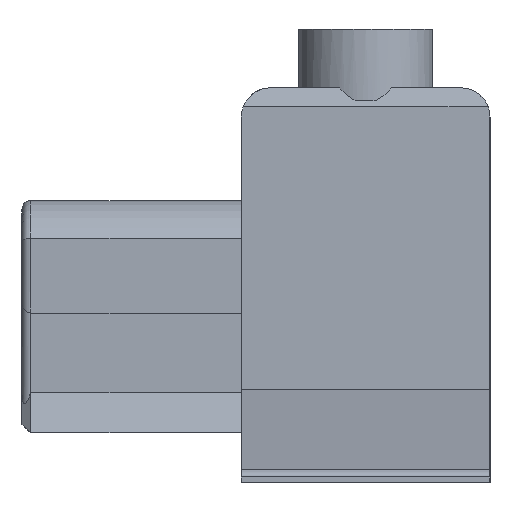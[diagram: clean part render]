
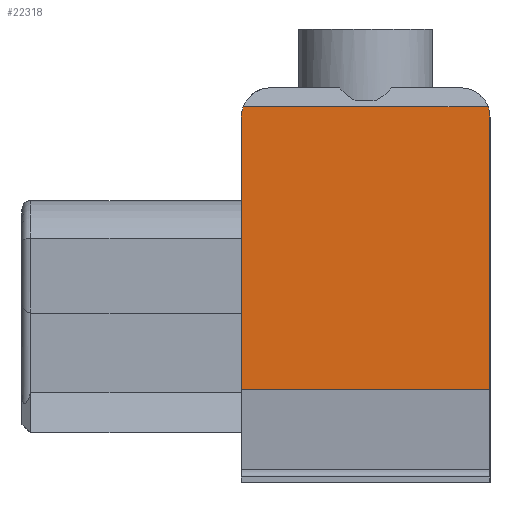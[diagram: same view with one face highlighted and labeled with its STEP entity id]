
A CAD part, left-side view. The second image highlights one B-rep face of the part: STEP entity #22318.
In plain terms, the highlighted planar face has unit normal (-1, 0, 0).
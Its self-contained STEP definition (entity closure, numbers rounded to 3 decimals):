
#730=CIRCLE('',#23490,1.);
#731=CIRCLE('',#23491,1.);
#2179=ORIENTED_EDGE('',*,*,#5851,.F.);
#2180=ORIENTED_EDGE('',*,*,#6908,.T.);
#2181=ORIENTED_EDGE('',*,*,#6021,.T.);
#2182=ORIENTED_EDGE('',*,*,#6909,.T.);
#2183=ORIENTED_EDGE('',*,*,#6910,.F.);
#2184=ORIENTED_EDGE('',*,*,#6911,.T.);
#5851=EDGE_CURVE('',#8262,#8263,#9802,.T.);
#6021=EDGE_CURVE('',#8433,#8432,#9946,.T.);
#6908=EDGE_CURVE('',#8262,#8433,#10610,.T.);
#6909=EDGE_CURVE('',#8432,#9224,#730,.T.);
#6910=EDGE_CURVE('',#9225,#9224,#10611,.T.);
#6911=EDGE_CURVE('',#9225,#8263,#731,.T.);
#8262=VERTEX_POINT('',#29581);
#8263=VERTEX_POINT('',#29583);
#8432=VERTEX_POINT('',#29922);
#8433=VERTEX_POINT('',#29924);
#9224=VERTEX_POINT('',#31751);
#9225=VERTEX_POINT('',#31753);
#9802=LINE('',#29582,#11575);
#9946=LINE('',#29923,#11719);
#10610=LINE('',#31749,#12383);
#10611=LINE('',#31752,#12384);
#11575=VECTOR('',#24710,1000.);
#11719=VECTOR('',#24908,1000.);
#12383=VECTOR('',#26314,1000.);
#12384=VECTOR('',#26317,1000.);
#13486=EDGE_LOOP('',(#2179,#2180,#2181,#2182,#2183,#2184));
#14467=FACE_BOUND('',#13486,.T.);
#15391=PLANE('',#23489);
#22318=ADVANCED_FACE('',(#14467),#15391,.T.);
#23489=AXIS2_PLACEMENT_3D('',#31748,#26312,#26313);
#23490=AXIS2_PLACEMENT_3D('',#31750,#26315,#26316);
#23491=AXIS2_PLACEMENT_3D('',#31754,#26318,#26319);
#24710=DIRECTION('',(0.,0.,1.));
#24908=DIRECTION('',(0.,0.,1.));
#26312=DIRECTION('',(-1.,0.,0.));
#26313=DIRECTION('',(0.,0.,1.));
#26314=DIRECTION('',(0.,-1.,0.));
#26315=DIRECTION('',(-1.,0.,0.));
#26316=DIRECTION('',(0.,0.,1.));
#26317=DIRECTION('',(0.,-1.,0.));
#26318=DIRECTION('',(-1.,0.,0.));
#26319=DIRECTION('',(0.,0.,1.));
#29581=CARTESIAN_POINT('',(-30.,4.25,-3.));
#29582=CARTESIAN_POINT('',(-30.,4.25,-6.2));
#29583=CARTESIAN_POINT('',(-30.,4.25,6.3));
#29922=CARTESIAN_POINT('',(-30.,-4.25,6.3));
#29923=CARTESIAN_POINT('',(-30.,-4.25,-6.2));
#29924=CARTESIAN_POINT('',(-30.,-4.25,-3.));
#31748=CARTESIAN_POINT('',(-30.,-4.25,-6.2));
#31749=CARTESIAN_POINT('',(-30.,58.53,-3.));
#31750=CARTESIAN_POINT('',(-30.,-3.25,6.3));
#31751=CARTESIAN_POINT('',(-30.,-4.187,6.65));
#31752=CARTESIAN_POINT('',(-30.,4.25,6.65));
#31753=CARTESIAN_POINT('',(-30.,4.187,6.65));
#31754=CARTESIAN_POINT('',(-30.,3.25,6.3));
